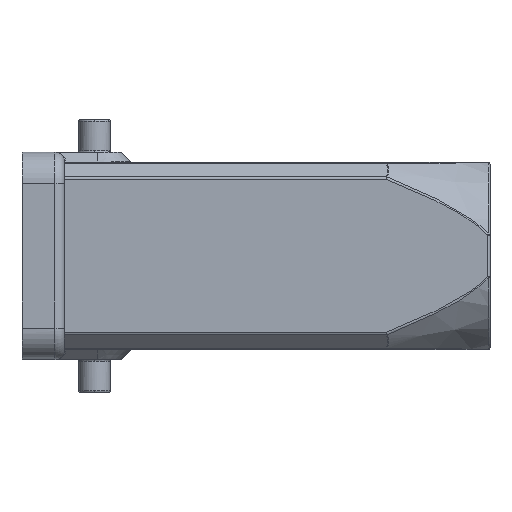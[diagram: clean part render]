
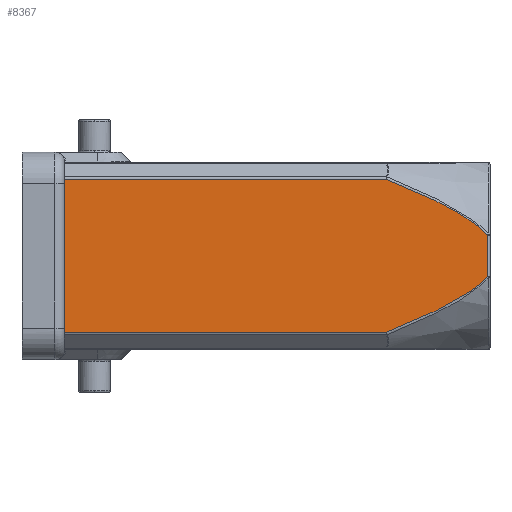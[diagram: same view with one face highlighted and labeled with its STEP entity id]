
A CAD part, top view. The second image highlights one B-rep face of the part: STEP entity #8367.
In plain terms, the highlighted planar face has unit normal (0, 0, 1).
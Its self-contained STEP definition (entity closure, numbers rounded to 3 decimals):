
#290=DIRECTION('',(0.,1.,0.));
#291=VECTOR('',#290,19.586);
#292=CARTESIAN_POINT('',(-0.042,-9.793,12.));
#293=LINE('',#292,#291);
#1019=DIRECTION('',(0.,-1.,0.));
#1020=VECTOR('',#1019,5.267);
#1021=CARTESIAN_POINT('',(54.25,2.633,12.));
#1022=LINE('',#1021,#1020);
#1076=CARTESIAN_POINT('',(41.247,-9.793,12.));
#1086=CARTESIAN_POINT('',(54.25,-2.633,12.));
#1088=CARTESIAN_POINT('',(54.25,2.633,12.));
#1089=CARTESIAN_POINT('',(53.853,3.086,12.));
#1090=CARTESIAN_POINT('',(52.943,3.908,12.));
#1091=CARTESIAN_POINT('',(51.416,4.975,12.));
#1092=CARTESIAN_POINT('',(49.795,5.931,12.));
#1093=CARTESIAN_POINT('',(47.564,7.097,12.));
#1094=CARTESIAN_POINT('',(44.717,8.396,12.));
#1095=CARTESIAN_POINT('',(42.408,9.338,12.));
#1096=CARTESIAN_POINT('',(41.247,9.793,12.));
#1098=CARTESIAN_POINT('',(41.247,-9.793,12.));
#1099=CARTESIAN_POINT('',(42.407,-9.338,12.));
#1100=CARTESIAN_POINT('',(44.715,-8.397,12.));
#1101=CARTESIAN_POINT('',(48.122,-6.841,12.));
#1102=CARTESIAN_POINT('',(50.901,-5.333,12.));
#1103=CARTESIAN_POINT('',(52.93,-3.918,12.));
#1104=CARTESIAN_POINT('',(53.851,-3.088,12.));
#1105=CARTESIAN_POINT('',(54.25,-2.633,12.));
#1107=CARTESIAN_POINT('',(54.25,2.633,12.));
#1132=DIRECTION('',(1.,0.,0.));
#1133=VECTOR('',#1132,41.289);
#1134=CARTESIAN_POINT('',(-0.042,9.793,12.));
#1135=LINE('',#1134,#1133);
#1213=CARTESIAN_POINT('',(-0.042,-9.793,12.));
#1218=DIRECTION('',(-1.,0.,0.));
#1219=VECTOR('',#1218,41.289);
#1220=CARTESIAN_POINT('',(41.247,-9.793,12.));
#1221=LINE('',#1220,#1219);
#6692=VERTEX_POINT('',#1076);
#6694=VERTEX_POINT('',#1086);
#6726=CARTESIAN_POINT('',(41.247,9.793,12.));
#6727=VERTEX_POINT('',#6726);
#6728=VERTEX_POINT('',#1107);
#6749=CARTESIAN_POINT('',(-0.042,9.793,12.));
#6750=VERTEX_POINT('',#6749);
#6753=VERTEX_POINT('',#1213);
#8351=CARTESIAN_POINT('',(0.,12.,12.));
#8352=DIRECTION('',(0.,0.,1.));
#8353=DIRECTION('',(0.,-1.,0.));
#8354=AXIS2_PLACEMENT_3D('',#8351,#8352,#8353);
#8355=PLANE('',#8354);
#8357=ORIENTED_EDGE('',*,*,#8356,.F.);
#8358=ORIENTED_EDGE('',*,*,#8181,.T.);
#8359=ORIENTED_EDGE('',*,*,#8346,.F.);
#8361=ORIENTED_EDGE('',*,*,#8360,.T.);
#8362=ORIENTED_EDGE('',*,*,#7105,.T.);
#8364=ORIENTED_EDGE('',*,*,#8363,.T.);
#8365=EDGE_LOOP('',(#8357,#8358,#8359,#8361,#8362,#8364));
#8366=FACE_OUTER_BOUND('',#8365,.F.);
#8367=ADVANCED_FACE('',(#8366),#8355,.T.);
#1097=B_SPLINE_CURVE_WITH_KNOTS('',3,(#1088,#1089,#1090,#1091,#1092,#1093,#1094,
#1095,#1096),.UNSPECIFIED.,.F.,.F.,(4,1,1,1,1,1,4),(0.,0.12,
0.246,0.371,0.497,0.749,1.),
.UNSPECIFIED.);
#1106=B_SPLINE_CURVE_WITH_KNOTS('',3,(#1098,#1099,#1100,#1101,#1102,#1103,#1104,
#1105),.UNSPECIFIED.,.F.,.F.,(4,1,1,1,1,4),(0.,0.251,
0.503,0.754,0.88,1.),.UNSPECIFIED.);
#7105=EDGE_CURVE('',#6753,#6750,#293,.T.);
#8181=EDGE_CURVE('',#6728,#6694,#1022,.T.);
#8346=EDGE_CURVE('',#6692,#6694,#1106,.T.);
#8356=EDGE_CURVE('',#6728,#6727,#1097,.T.);
#8360=EDGE_CURVE('',#6692,#6753,#1221,.T.);
#8363=EDGE_CURVE('',#6750,#6727,#1135,.T.);
